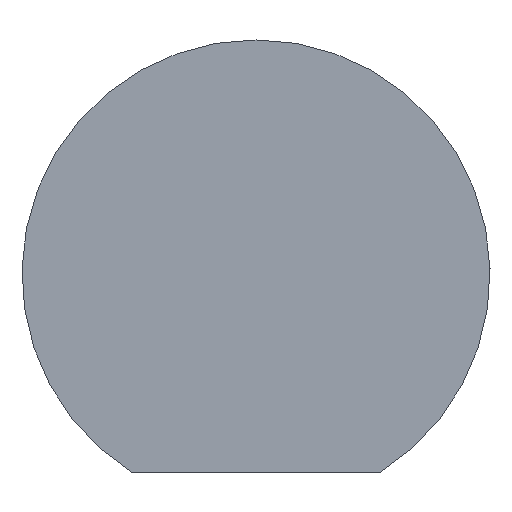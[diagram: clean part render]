
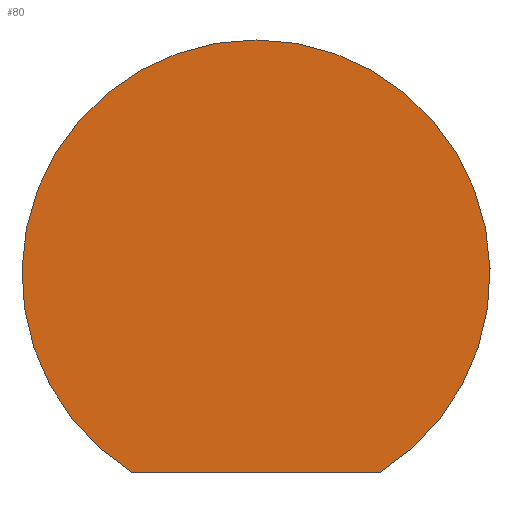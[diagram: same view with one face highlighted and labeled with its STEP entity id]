
A CAD part, left-side view. The second image highlights one B-rep face of the part: STEP entity #80.
In plain terms, the highlighted planar face has unit normal (-1, 0, 0).
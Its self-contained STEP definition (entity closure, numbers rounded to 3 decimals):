
#80=ADVANCED_FACE('',(#110),#112,.F.);
#110=FACE_BOUND('',#111,.T.);
#111=EDGE_LOOP('',(#127,#128));
#112=PLANE('',#113);
#113=AXIS2_PLACEMENT_3D('',#114,#115,#116);
#114=CARTESIAN_POINT('',(0.,0.,0.));
#115=DIRECTION('',(1.,0.,0.));
#116=DIRECTION('',(0.,1.,0.));
#127=ORIENTED_EDGE('',*,*,#133,.F.);
#128=ORIENTED_EDGE('',*,*,#129,.F.);
#129=EDGE_CURVE('',#135,#136,#137,.T.);
#133=EDGE_CURVE('',#136,#135,#143,.T.);
#135=VERTEX_POINT('',#145);
#136=VERTEX_POINT('',#146);
#137=LINE('',#147,#148);
#143=CIRCLE('',#161,2.816);
#145=CARTESIAN_POINT('',(0.,-1.5,0.));
#146=CARTESIAN_POINT('',(0.,1.5,0.));
#147=CARTESIAN_POINT('',(0.,-1.5,0.));
#148=VECTOR('',#149,1.);
#149=DIRECTION('',(0.,1.,0.));
#161=AXIS2_PLACEMENT_3D('',#162,#163,#164);
#162=CARTESIAN_POINT('',(0.,0.,2.384));
#163=DIRECTION('',(1.,0.,0.));
#164=DIRECTION('',(0.,0.533,-0.846));
